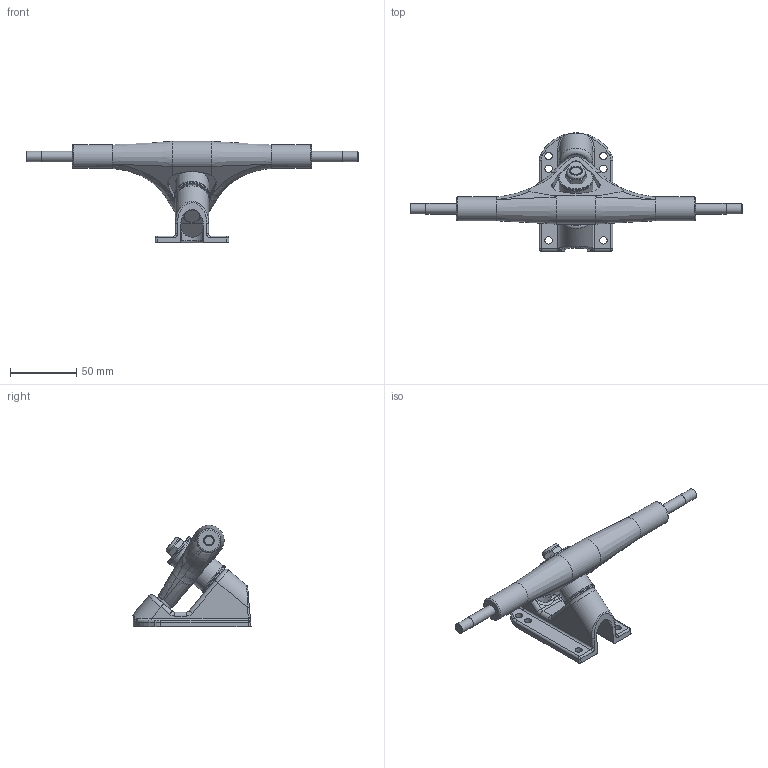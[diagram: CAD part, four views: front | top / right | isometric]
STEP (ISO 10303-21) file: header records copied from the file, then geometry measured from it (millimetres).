
FILE_DESCRIPTION(/* description */ (''),/* implementation_level */ '2;1');
FILE_NAME(/* name */ 'paris.stp',/* time_stamp */ '2018-02-07T16:53:59+03:00',/* author */ ('Nikita'),/* organization */ (''),/* preprocessor_version */ 'ST-DEVELOPER v16.13',/* originating_system */ 'Autodesk Inventor 2018',/* authorisation */ '');
FILE_SCHEMA (('AUTOMOTIVE_DESIGN { 1 0 10303 214 3 1 1 }'));
Length unit declared in the file: millimetre
Products named in the file (8): paris; paris_baseplate; paris_kingpin; paris_bushing; paris_washer; paris_nut; paris_pivot_cup; paris_hanger
Assembly tree (9 placements, depth 2):
  paris
    paris_baseplate
    paris_kingpin
    paris_bushing  x2
    paris_washer  x2
    paris_nut
    paris_pivot_cup
    paris_hanger
Bounding box: 250 x 88.94 x 76.4 mm (x, y, z)
Volume: 153806.6 mm3; surface area: 48960.2 mm2
Topology: 9 solids, 9 shells, 222 faces, 504 edges, 308 vertices
Faces by surface type: cylinder 77, plane 66, torus 35, cone 20, bspline 20, sphere 4
Full cylindrical faces by diameter (mm): 5.5 x6, 7.8 x2, 8 x3, 9.1 x1, 9.3 x3, 9.5 x4, 13 x3, 14 x1, 18 x4, 25 x2, 26 x2
Entity records: 6758 total; most frequent: CARTESIAN_POINT 1829, DIRECTION 1031, ORIENTED_EDGE 844, AXIS2_PLACEMENT_3D 451, EDGE_CURVE 422, EDGE_LOOP 289, VERTEX_POINT 287, FACE_OUTER_BOUND 208
